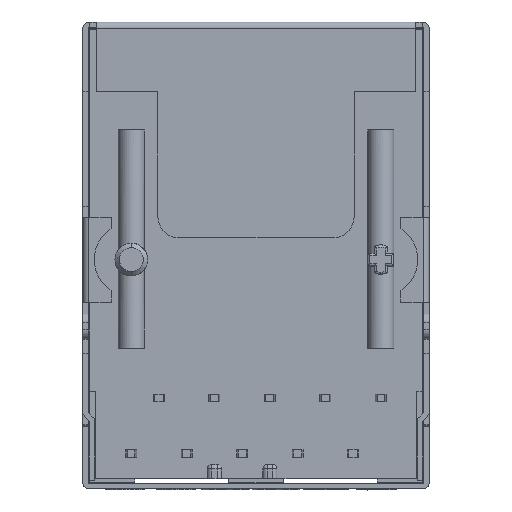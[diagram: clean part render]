
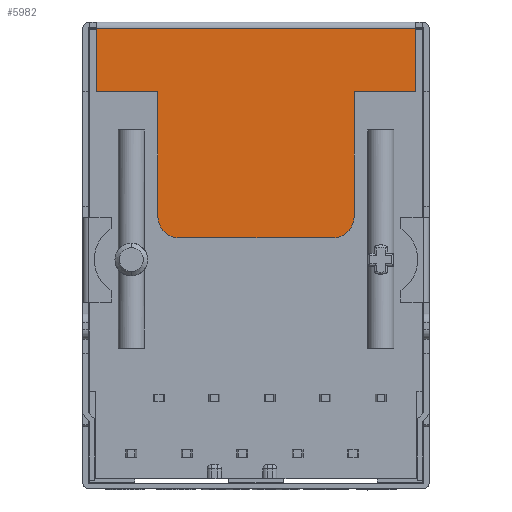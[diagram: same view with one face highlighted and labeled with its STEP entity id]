
A CAD part, front view. The second image highlights one B-rep face of the part: STEP entity #5982.
In plain terms, the highlighted planar face has unit normal (0, -1, 0).
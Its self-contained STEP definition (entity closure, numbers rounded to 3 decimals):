
#80 = AXIS2_PLACEMENT_3D ( 'NONE', #1496, #16083, #15978 ) ;
#736 = LINE ( 'NONE', #12164, #14843 ) ;
#912 = CARTESIAN_POINT ( 'NONE',  ( -12.44, 0., -3.2 ) ) ;
#929 = EDGE_CURVE ( 'NONE', #3640, #1395, #11038, .T. ) ;
#1084 = DIRECTION ( 'NONE',  ( -1., 0., 0. ) ) ;
#1257 = AXIS2_PLACEMENT_3D ( 'NONE', #4828, #6054, #14151 ) ;
#1395 = VERTEX_POINT ( 'NONE', #12504 ) ;
#1496 = CARTESIAN_POINT ( 'NONE',  ( -11.44, 0., -8.9 ) ) ;
#1563 = CARTESIAN_POINT ( 'NONE',  ( -4.44, 0., -9.9 ) ) ;
#1804 = VERTEX_POINT ( 'NONE', #2789 ) ;
#2441 = LINE ( 'NONE', #15562, #16561 ) ;
#2662 = ORIENTED_EDGE ( 'NONE', *, *, #11247, .F. ) ;
#2758 = DIRECTION ( 'NONE',  ( 0., 0., 1. ) ) ;
#2789 = CARTESIAN_POINT ( 'NONE',  ( -12.44, 0., -8.9 ) ) ;
#3049 = EDGE_CURVE ( 'NONE', #15641, #1804, #6213, .T. ) ;
#3085 = VECTOR ( 'NONE', #6292, 1000. ) ;
#3640 = VERTEX_POINT ( 'NONE', #10624 ) ;
#3653 = VECTOR ( 'NONE', #13005, 1000. ) ;
#3716 = CARTESIAN_POINT ( 'NONE',  ( -4.44, 0., -8.9 ) ) ;
#3787 = DIRECTION ( 'NONE',  ( 0., 0., -1. ) ) ;
#4596 = DIRECTION ( 'NONE',  ( 0., 0., 1. ) ) ;
#4804 = ORIENTED_EDGE ( 'NONE', *, *, #15903, .F. ) ;
#4828 = CARTESIAN_POINT ( 'NONE',  ( -15.26, 0., -3.2 ) ) ;
#5213 = CARTESIAN_POINT ( 'NONE',  ( -0.62, 0., -39.763 ) ) ;
#5529 = EDGE_CURVE ( 'NONE', #12797, #15641, #14917, .T. ) ;
#5957 = ORIENTED_EDGE ( 'NONE', *, *, #10079, .T. ) ;
#5982 = ADVANCED_FACE ( 'NONE', ( #10333 ), #7337, .F. ) ;
#6054 = DIRECTION ( 'NONE',  ( 0., 1., 0. ) ) ;
#6182 = ORIENTED_EDGE ( 'NONE', *, *, #17167, .F. ) ;
#6213 = CIRCLE ( 'NONE', #80, 1. ) ;
#6288 = DIRECTION ( 'NONE',  ( 0., 1., 0. ) ) ;
#6292 = DIRECTION ( 'NONE',  ( -1., 0., 0. ) ) ;
#6355 = CARTESIAN_POINT ( 'NONE',  ( -3.44, 0., -3.2 ) ) ;
#6484 = VERTEX_POINT ( 'NONE', #912 ) ;
#6615 = EDGE_CURVE ( 'NONE', #1804, #6484, #736, .T. ) ;
#6658 = DIRECTION ( 'NONE',  ( 0., 0., 1. ) ) ;
#7048 = DIRECTION ( 'NONE',  ( 1., 0., 0. ) ) ;
#7337 = PLANE ( 'NONE',  #1257 ) ;
#7834 = VERTEX_POINT ( 'NONE', #10235 ) ;
#7897 = CIRCLE ( 'NONE', #9290, 1. ) ;
#8417 = CARTESIAN_POINT ( 'NONE',  ( -0.62, 0., -3.2 ) ) ;
#8480 = CARTESIAN_POINT ( 'NONE',  ( -3.44, 0., -8.9 ) ) ;
#8994 = DIRECTION ( 'NONE',  ( -1., 0., 0. ) ) ;
#9290 = AXIS2_PLACEMENT_3D ( 'NONE', #3716, #6288, #1084 ) ;
#9395 = ORIENTED_EDGE ( 'NONE', *, *, #5529, .F. ) ;
#9495 = ORIENTED_EDGE ( 'NONE', *, *, #6615, .F. ) ;
#9738 = LINE ( 'NONE', #5213, #13923 ) ;
#9970 = LINE ( 'NONE', #6355, #15155 ) ;
#10041 = LINE ( 'NONE', #13850, #15660 ) ;
#10079 = EDGE_CURVE ( 'NONE', #14153, #11744, #9738, .T. ) ;
#10144 = EDGE_CURVE ( 'NONE', #10380, #12797, #7897, .T. ) ;
#10157 = CARTESIAN_POINT ( 'NONE',  ( -15.26, 0., -3.2 ) ) ;
#10235 = CARTESIAN_POINT ( 'NONE',  ( -3.44, 0., -3.2 ) ) ;
#10333 = FACE_OUTER_BOUND ( 'NONE', #15934, .T. ) ;
#10380 = VERTEX_POINT ( 'NONE', #8480 ) ;
#10624 = CARTESIAN_POINT ( 'NONE',  ( -15.26, 0., -3.2 ) ) ;
#10865 = VECTOR ( 'NONE', #2758, 1000. ) ;
#11038 = LINE ( 'NONE', #13559, #10865 ) ;
#11079 = CARTESIAN_POINT ( 'NONE',  ( -11.44, 0., -9.9 ) ) ;
#11180 = ORIENTED_EDGE ( 'NONE', *, *, #3049, .F. ) ;
#11247 = EDGE_CURVE ( 'NONE', #7834, #10380, #9970, .T. ) ;
#11744 = VERTEX_POINT ( 'NONE', #13232 ) ;
#12164 = CARTESIAN_POINT ( 'NONE',  ( -12.44, 0., -3.2 ) ) ;
#12504 = CARTESIAN_POINT ( 'NONE',  ( -15.26, 0., -0.28 ) ) ;
#12797 = VERTEX_POINT ( 'NONE', #1563 ) ;
#13005 = DIRECTION ( 'NONE',  ( -1., 0., 0. ) ) ;
#13115 = EDGE_CURVE ( 'NONE', #6484, #3640, #15062, .T. ) ;
#13232 = CARTESIAN_POINT ( 'NONE',  ( -0.62, 0., -0.28 ) ) ;
#13559 = CARTESIAN_POINT ( 'NONE',  ( -15.26, 0., -39.763 ) ) ;
#13850 = CARTESIAN_POINT ( 'NONE',  ( 79.135, 0., -0.28 ) ) ;
#13923 = VECTOR ( 'NONE', #6658, 1000. ) ;
#14151 = DIRECTION ( 'NONE',  ( 1., 0., 0. ) ) ;
#14153 = VERTEX_POINT ( 'NONE', #8417 ) ;
#14223 = CARTESIAN_POINT ( 'NONE',  ( -3.44, 0., -9.9 ) ) ;
#14843 = VECTOR ( 'NONE', #4596, 1000. ) ;
#14917 = LINE ( 'NONE', #14223, #3085 ) ;
#15062 = LINE ( 'NONE', #10157, #3653 ) ;
#15155 = VECTOR ( 'NONE', #3787, 1000. ) ;
#15295 = ORIENTED_EDGE ( 'NONE', *, *, #929, .F. ) ;
#15562 = CARTESIAN_POINT ( 'NONE',  ( -15.26, 0., -3.2 ) ) ;
#15641 = VERTEX_POINT ( 'NONE', #11079 ) ;
#15660 = VECTOR ( 'NONE', #7048, 1000. ) ;
#15684 = ORIENTED_EDGE ( 'NONE', *, *, #10144, .F. ) ;
#15903 = EDGE_CURVE ( 'NONE', #14153, #7834, #2441, .T. ) ;
#15934 = EDGE_LOOP ( 'NONE', ( #15295, #17180, #9495, #11180, #9395, #15684, #2662, #4804, #5957, #6182 ) ) ;
#15978 = DIRECTION ( 'NONE',  ( -1., 0., 0. ) ) ;
#16083 = DIRECTION ( 'NONE',  ( 0., 1., 0. ) ) ;
#16561 = VECTOR ( 'NONE', #8994, 1000. ) ;
#17167 = EDGE_CURVE ( 'NONE', #1395, #11744, #10041, .T. ) ;
#17180 = ORIENTED_EDGE ( 'NONE', *, *, #13115, .F. ) ;
